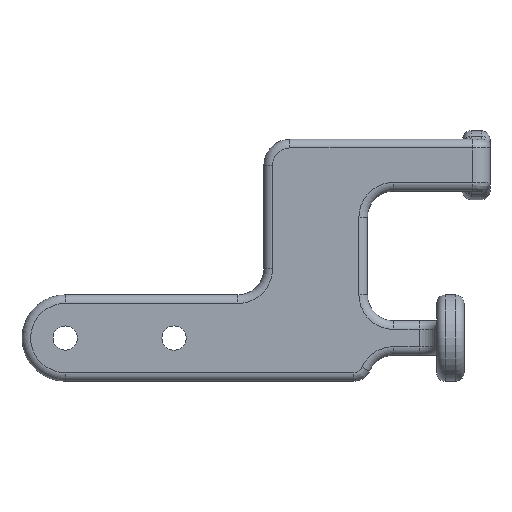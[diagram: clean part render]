
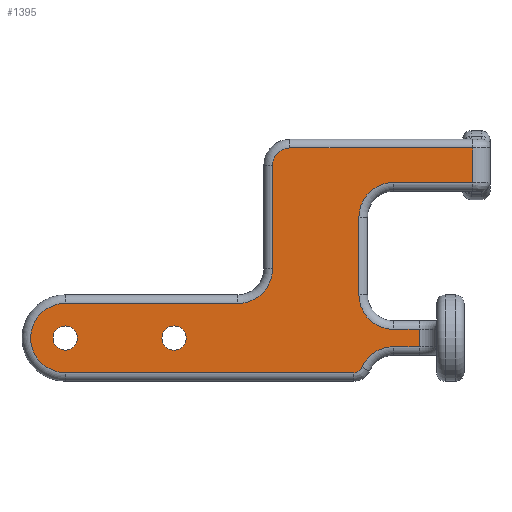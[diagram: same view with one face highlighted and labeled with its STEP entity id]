
A CAD part, front view. The second image highlights one B-rep face of the part: STEP entity #1395.
In plain terms, the highlighted planar face has unit normal (0, -1, 0).
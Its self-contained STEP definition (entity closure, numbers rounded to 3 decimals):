
#16=FACE_BOUND('',#222,.T.);
#17=FACE_BOUND('',#223,.T.);
#31=PLANE('',#1564);
#127=FACE_OUTER_BOUND('',#221,.T.);
#221=EDGE_LOOP('',(#1063,#1064,#1065,#1066,#1067,#1068,#1069,#1070,#1071,
#1072,#1073,#1074,#1075,#1076,#1077,#1078,#1079));
#222=EDGE_LOOP('',(#1080));
#223=EDGE_LOOP('',(#1081));
#285=LINE('',#2184,#354);
#288=LINE('',#2199,#357);
#290=LINE('',#2211,#359);
#292=LINE('',#2309,#361);
#294=LINE('',#2335,#363);
#296=LINE('',#2347,#365);
#298=LINE('',#2359,#367);
#300=LINE('',#2371,#369);
#322=LINE('',#2482,#391);
#323=LINE('',#2483,#392);
#354=VECTOR('',#1679,10.);
#357=VECTOR('',#1696,10.);
#359=VECTOR('',#1710,10.);
#361=VECTOR('',#1760,10.);
#363=VECTOR('',#1780,10.);
#365=VECTOR('',#1794,10.);
#367=VECTOR('',#1808,10.);
#369=VECTOR('',#1822,10.);
#391=VECTOR('',#1930,10.);
#392=VECTOR('',#1931,10.);
#427=CIRCLE('',#1462,4.);
#431=CIRCLE('',#1468,4.);
#453=CIRCLE('',#1498,4.);
#456=CIRCLE('',#1501,1.);
#460=CIRCLE('',#1507,4.);
#464=CIRCLE('',#1513,4.);
#468=CIRCLE('',#1519,2.);
#496=CIRCLE('',#1565,1.4);
#497=CIRCLE('',#1566,1.4);
#557=VERTEX_POINT('',#2180);
#559=VERTEX_POINT('',#2183);
#562=VERTEX_POINT('',#2190);
#564=VERTEX_POINT('',#2196);
#566=VERTEX_POINT('',#2202);
#568=VERTEX_POINT('',#2208);
#582=VERTEX_POINT('',#2300);
#584=VERTEX_POINT('',#2306);
#586=VERTEX_POINT('',#2312);
#588=VERTEX_POINT('',#2326);
#590=VERTEX_POINT('',#2332);
#592=VERTEX_POINT('',#2338);
#594=VERTEX_POINT('',#2344);
#596=VERTEX_POINT('',#2350);
#598=VERTEX_POINT('',#2356);
#600=VERTEX_POINT('',#2362);
#602=VERTEX_POINT('',#2368);
#631=VERTEX_POINT('',#2484);
#632=VERTEX_POINT('',#2486);
#682=EDGE_CURVE('',#559,#557,#285,.T.);
#687=EDGE_CURVE('',#562,#559,#427,.T.);
#690=EDGE_CURVE('',#564,#562,#288,.T.);
#693=EDGE_CURVE('',#566,#564,#431,.T.);
#696=EDGE_CURVE('',#568,#566,#290,.T.);
#720=EDGE_CURVE('',#584,#582,#292,.T.);
#723=EDGE_CURVE('',#586,#584,#453,.T.);
#726=EDGE_CURVE('',#588,#586,#456,.T.);
#729=EDGE_CURVE('',#590,#588,#294,.T.);
#732=EDGE_CURVE('',#592,#590,#460,.T.);
#735=EDGE_CURVE('',#594,#592,#296,.T.);
#738=EDGE_CURVE('',#596,#594,#464,.T.);
#741=EDGE_CURVE('',#598,#596,#298,.T.);
#744=EDGE_CURVE('',#600,#598,#468,.T.);
#747=EDGE_CURVE('',#602,#600,#300,.T.);
#795=EDGE_CURVE('',#582,#568,#322,.T.);
#796=EDGE_CURVE('',#557,#602,#323,.T.);
#797=EDGE_CURVE('',#631,#631,#496,.T.);
#798=EDGE_CURVE('',#632,#632,#497,.T.);
#1063=ORIENTED_EDGE('',*,*,#720,.T.);
#1064=ORIENTED_EDGE('',*,*,#795,.T.);
#1065=ORIENTED_EDGE('',*,*,#696,.T.);
#1066=ORIENTED_EDGE('',*,*,#693,.T.);
#1067=ORIENTED_EDGE('',*,*,#690,.T.);
#1068=ORIENTED_EDGE('',*,*,#687,.T.);
#1069=ORIENTED_EDGE('',*,*,#682,.T.);
#1070=ORIENTED_EDGE('',*,*,#796,.T.);
#1071=ORIENTED_EDGE('',*,*,#747,.T.);
#1072=ORIENTED_EDGE('',*,*,#744,.T.);
#1073=ORIENTED_EDGE('',*,*,#741,.T.);
#1074=ORIENTED_EDGE('',*,*,#738,.T.);
#1075=ORIENTED_EDGE('',*,*,#735,.T.);
#1076=ORIENTED_EDGE('',*,*,#732,.T.);
#1077=ORIENTED_EDGE('',*,*,#729,.T.);
#1078=ORIENTED_EDGE('',*,*,#726,.T.);
#1079=ORIENTED_EDGE('',*,*,#723,.T.);
#1080=ORIENTED_EDGE('',*,*,#797,.F.);
#1081=ORIENTED_EDGE('',*,*,#798,.F.);
#1395=ADVANCED_FACE('',(#127,#16,#17),#31,.T.);
#1462=AXIS2_PLACEMENT_3D('',#2193,#1689,#1690);
#1468=AXIS2_PLACEMENT_3D('',#2205,#1703,#1704);
#1498=AXIS2_PLACEMENT_3D('',#2315,#1767,#1768);
#1501=AXIS2_PLACEMENT_3D('',#2329,#1773,#1774);
#1507=AXIS2_PLACEMENT_3D('',#2341,#1787,#1788);
#1513=AXIS2_PLACEMENT_3D('',#2353,#1801,#1802);
#1519=AXIS2_PLACEMENT_3D('',#2365,#1815,#1816);
#1564=AXIS2_PLACEMENT_3D('',#2481,#1928,#1929);
#1565=AXIS2_PLACEMENT_3D('',#2485,#1932,#1933);
#1566=AXIS2_PLACEMENT_3D('',#2487,#1934,#1935);
#1679=DIRECTION('',(1.,0.,0.));
#1689=DIRECTION('center_axis',(0.,1.,0.));
#1690=DIRECTION('ref_axis',(-0.707,0.,0.707));
#1696=DIRECTION('',(0.,0.,1.));
#1703=DIRECTION('center_axis',(0.,1.,0.));
#1704=DIRECTION('ref_axis',(-0.707,0.,-0.707));
#1710=DIRECTION('',(-1.,0.,0.));
#1760=DIRECTION('',(1.,0.,0.));
#1767=DIRECTION('center_axis',(0.,1.,0.));
#1768=DIRECTION('ref_axis',(-0.548,0.,0.837));
#1773=DIRECTION('center_axis',(0.,-1.,0.));
#1774=DIRECTION('ref_axis',(0.548,0.,-0.837));
#1780=DIRECTION('',(1.,0.,0.));
#1787=DIRECTION('center_axis',(0.,-1.,0.));
#1788=DIRECTION('ref_axis',(-1.,0.,0.));
#1794=DIRECTION('',(-1.,0.,0.));
#1801=DIRECTION('center_axis',(0.,1.,0.));
#1802=DIRECTION('ref_axis',(0.707,0.,-0.707));
#1808=DIRECTION('',(0.,0.,-1.));
#1815=DIRECTION('center_axis',(0.,-1.,0.));
#1816=DIRECTION('ref_axis',(-0.707,0.,0.707));
#1822=DIRECTION('',(-1.,0.,0.));
#1928=DIRECTION('center_axis',(0.,-1.,0.));
#1929=DIRECTION('ref_axis',(0.,0.,-1.));
#1930=DIRECTION('',(0.,0.,1.));
#1931=DIRECTION('',(0.,0.,1.));
#1932=DIRECTION('center_axis',(0.,-1.,0.));
#1933=DIRECTION('ref_axis',(1.,0.,0.));
#1934=DIRECTION('center_axis',(0.,-1.,0.));
#1935=DIRECTION('ref_axis',(1.,0.,0.));
#2180=CARTESIAN_POINT('',(34.575,0.,18.));
#2183=CARTESIAN_POINT('',(25.4,0.,18.));
#2184=CARTESIAN_POINT('',(19.254,0.,18.));
#2190=CARTESIAN_POINT('',(21.4,0.,14.));
#2193=CARTESIAN_POINT('Origin',(25.4,0.,14.));
#2196=CARTESIAN_POINT('',(21.4,0.,5.));
#2199=CARTESIAN_POINT('',(21.4,0.,5.792));
#2202=CARTESIAN_POINT('',(25.4,0.,1.));
#2205=CARTESIAN_POINT('Origin',(25.4,0.,5.));
#2208=CARTESIAN_POINT('',(28.4,0.,1.));
#2211=CARTESIAN_POINT('',(23.254,0.,1.));
#2300=CARTESIAN_POINT('',(28.4,0.,-1.));
#2306=CARTESIAN_POINT('',(25.4,0.,-1.));
#2309=CARTESIAN_POINT('',(19.254,0.,-1.));
#2312=CARTESIAN_POINT('',(21.734,0.,-3.4));
#2315=CARTESIAN_POINT('Origin',(25.4,0.,-5.));
#2326=CARTESIAN_POINT('',(20.817,0.,-4.));
#2329=CARTESIAN_POINT('Origin',(20.817,0.,-3.));
#2332=CARTESIAN_POINT('',(-12.6,0.,-4.));
#2335=CARTESIAN_POINT('',(0.254,0.,-4.));
#2338=CARTESIAN_POINT('',(-12.6,0.,4.));
#2341=CARTESIAN_POINT('Origin',(-12.6,0.,0.));
#2344=CARTESIAN_POINT('',(7.4,0.,4.));
#2347=CARTESIAN_POINT('',(10.254,0.,4.));
#2350=CARTESIAN_POINT('',(11.4,0.,8.));
#2353=CARTESIAN_POINT('Origin',(7.4,0.,8.));
#2356=CARTESIAN_POINT('',(11.4,0.,20.));
#2359=CARTESIAN_POINT('',(11.4,0.,13.292));
#2362=CARTESIAN_POINT('',(13.4,0.,22.));
#2365=CARTESIAN_POINT('Origin',(13.4,0.,20.));
#2368=CARTESIAN_POINT('',(34.575,0.,22.));
#2371=CARTESIAN_POINT('',(23.254,0.,22.));
#2481=CARTESIAN_POINT('Origin',(13.108,0.,6.583));
#2482=CARTESIAN_POINT('',(28.4,0.,2.292));
#2483=CARTESIAN_POINT('',(34.575,0.,13.292));
#2484=CARTESIAN_POINT('',(-14.,0.,0.));
#2485=CARTESIAN_POINT('Origin',(-12.6,0.,0.));
#2486=CARTESIAN_POINT('',(-1.4,0.,0.));
#2487=CARTESIAN_POINT('Origin',(0.,0.,0.));
